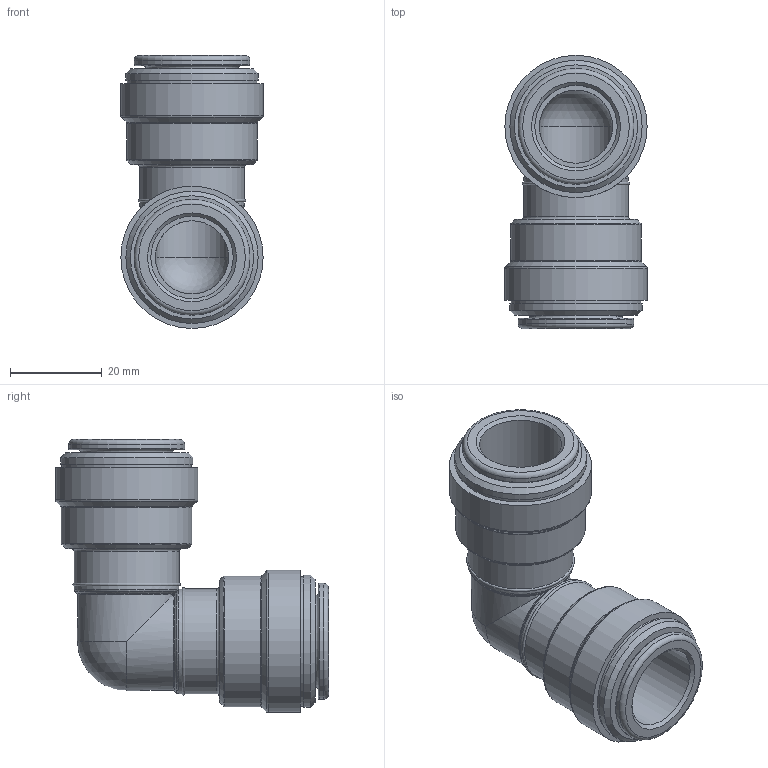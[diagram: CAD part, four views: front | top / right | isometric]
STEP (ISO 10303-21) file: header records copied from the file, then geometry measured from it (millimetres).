
FILE_DESCRIPTION(/* description */ ('STEP AP214'),/* implementation_level */ '2;1');
FILE_NAME(/* name */ '177693_CQL-18',/* time_stamp */ '2024-08-07T22:06:21+02:00',/* author */ ('License CC BY-ND 4.0'),/* organization */ ('CADENAS'),/* preprocessor_version */ 'ST-DEVELOPER v19.3',/* originating_system */ 'PARTsolutions',/* authorisation */ ' ');
FILE_SCHEMA (('AUTOMOTIVE_DESIGN {1 0 10303 214 3 1 1}'));
Length unit declared in the file: millimetre
Products named in the file (1): 177693 CQL-18
Bounding box: 31.1 x 59.65 x 59.65 mm (x, y, z)
Volume: 25597.1 mm3; surface area: 13982.8 mm2
Topology: 1 solids, 1 shells, 70 faces, 133 edges, 75 vertices
Faces by surface type: cylinder 22, torus 22, plane 14, cone 10, sphere 2
Full cylindrical faces by diameter (mm): 16 x2, 18 x2, 20.07 x2, 22.9 x4, 25.3 x2, 28.3 x2, 28.5 x2, 28.9 x2, 31.1 x2
Entity records: 1510 total; most frequent: DIRECTION 290, CARTESIAN_POINT 251, ORIENTED_EDGE 160, AXIS2_PLACEMENT_3D 145, EDGE_LOOP 130, FACE_BOUND 130, EDGE_CURVE 80, VERTEX_POINT 70
